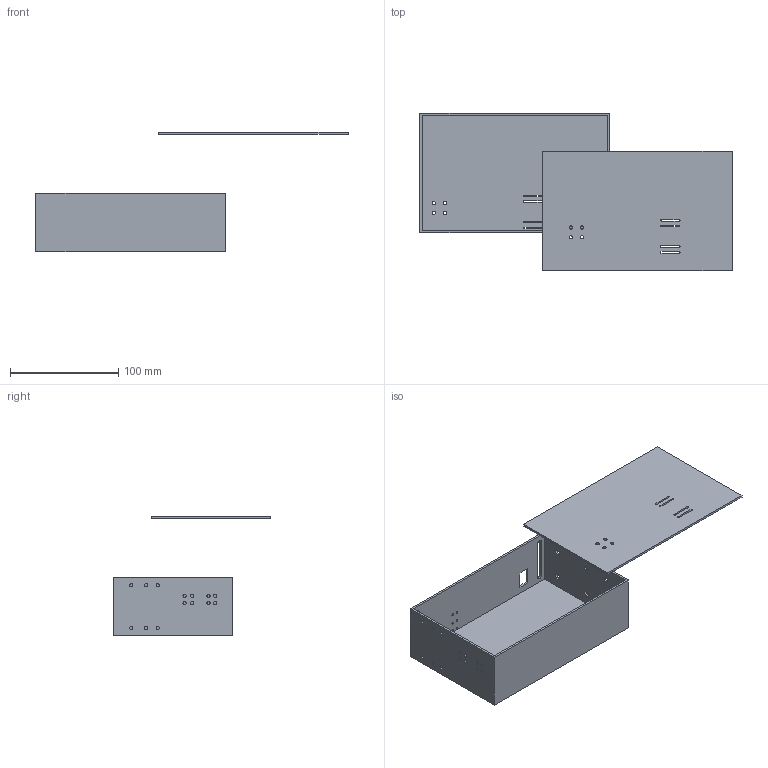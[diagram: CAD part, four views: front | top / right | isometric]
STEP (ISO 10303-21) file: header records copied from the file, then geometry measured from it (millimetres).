
FILE_DESCRIPTION (( 'STEP AP203' ), '1' );
FILE_NAME ('Montaj1.STEP', '2025-03-20T13:21:18', ( '' ), ( '' ), 'SwSTEP 2.0', 'SolidWorks 2023', '' );
FILE_SCHEMA (( 'CONFIG_CONTROL_DESIGN' ));
Length unit declared in the file: millimetre
Products named in the file (3): Montaj1; cover qapaq; Cover project
Assembly tree (2 placements, depth 2):
  Montaj1
    Cover project
    cover qapaq
Bounding box: 288.1 x 145.18 x 110.51 mm (x, y, z)
Volume: 133249.1 mm3; surface area: 137364.4 mm2
Topology: 2 solids, 2 shells, 148 faces, 429 edges, 286 vertices
Faces by surface type: cylinder 105, plane 43
Entity records: 5480 total; most frequent: DIRECTION 945, CARTESIAN_POINT 868, ORIENTED_EDGE 858, EDGE_CURVE 429, AXIS2_PLACEMENT_3D 363, VERTEX_POINT 286, EDGE_LOOP 245, VECTOR 219
